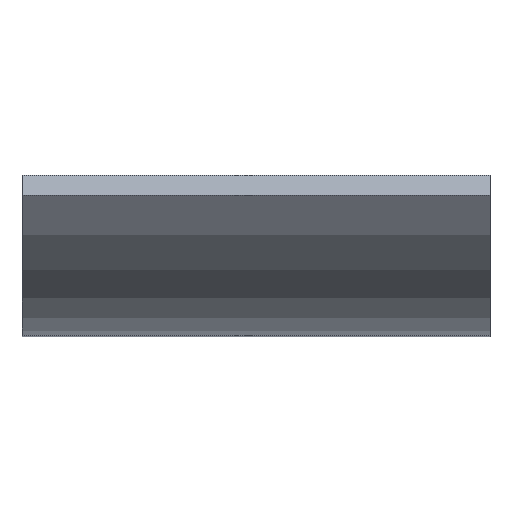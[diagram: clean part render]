
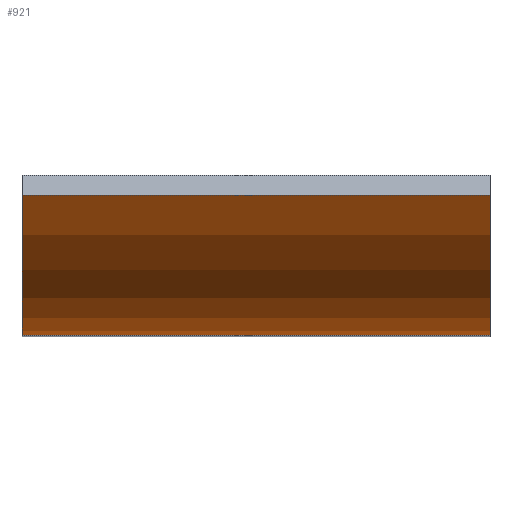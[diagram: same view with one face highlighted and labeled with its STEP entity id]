
A CAD part, top view. The second image highlights one B-rep face of the part: STEP entity #921.
In plain terms, the highlighted cylindrical face has radius 3.988 mm (diameter 7.976 mm), a partial arc.
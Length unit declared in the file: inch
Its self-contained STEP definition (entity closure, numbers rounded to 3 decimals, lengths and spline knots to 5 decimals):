
#119 = DIRECTION ( 'NONE',  ( 1., 0., 0. ) ) ;
#136 = DIRECTION ( 'NONE',  ( 0., 0., 1. ) ) ;
#188 = VECTOR ( 'NONE', #119, 39.37008 ) ;
#225 = DIRECTION ( 'NONE',  ( 1., 0., 0. ) ) ;
#249 = CARTESIAN_POINT ( 'NONE',  ( 0.125, 0.125, 0.21634 ) ) ;
#281 = ORIENTED_EDGE ( 'NONE', *, *, #1568, .T. ) ;
#377 = DIRECTION ( 'NONE',  ( 0., 0., 1. ) ) ;
#417 = CARTESIAN_POINT ( 'NONE',  ( -0.125, 0.04263, 0.35 ) ) ;
#452 = AXIS2_PLACEMENT_3D ( 'NONE', #249, #1226, #377 ) ;
#481 = CARTESIAN_POINT ( 'NONE',  ( 0.125, -0.032, 0.21634 ) ) ;
#483 = AXIS2_PLACEMENT_3D ( 'NONE', #489, #225, #776 ) ;
#489 = CARTESIAN_POINT ( 'NONE',  ( -0.125, 0.125, 0.21634 ) ) ;
#521 = EDGE_CURVE ( 'NONE', #811, #747, #1432, .T. ) ;
#563 = LINE ( 'NONE', #1675, #188 ) ;
#747 = VERTEX_POINT ( 'NONE', #965 ) ;
#756 = LINE ( 'NONE', #417, #1449 ) ;
#776 = DIRECTION ( 'NONE',  ( 0., 0., -1. ) ) ;
#811 = VERTEX_POINT ( 'NONE', #894 ) ;
#894 = CARTESIAN_POINT ( 'NONE',  ( -0.125, 0.04263, 0.35 ) ) ;
#895 = VERTEX_POINT ( 'NONE', #1622 ) ;
#913 = FACE_OUTER_BOUND ( 'NONE', #1566, .T. ) ;
#921 = ADVANCED_FACE ( 'NONE', ( #913 ), #1162, .T. ) ;
#965 = CARTESIAN_POINT ( 'NONE',  ( -0.125, -0.032, 0.21634 ) ) ;
#975 = DIRECTION ( 'NONE',  ( 1., 0., 0. ) ) ;
#1030 = CIRCLE ( 'NONE', #452, 0.157 ) ;
#1037 = ORIENTED_EDGE ( 'NONE', *, *, #1500, .F. ) ;
#1162 = CYLINDRICAL_SURFACE ( 'NONE', #483, 0.157 ) ;
#1226 = DIRECTION ( 'NONE',  ( 1., 0., 0. ) ) ;
#1259 = EDGE_CURVE ( 'NONE', #811, #895, #756, .T. ) ;
#1262 = DIRECTION ( 'NONE',  ( 1., 0., 0. ) ) ;
#1332 = ORIENTED_EDGE ( 'NONE', *, *, #1259, .F. ) ;
#1401 = AXIS2_PLACEMENT_3D ( 'NONE', #1857, #975, #136 ) ;
#1406 = VERTEX_POINT ( 'NONE', #481 ) ;
#1432 = CIRCLE ( 'NONE', #1401, 0.157 ) ;
#1449 = VECTOR ( 'NONE', #1262, 39.37008 ) ;
#1500 = EDGE_CURVE ( 'NONE', #895, #1406, #1030, .T. ) ;
#1558 = ORIENTED_EDGE ( 'NONE', *, *, #521, .T. ) ;
#1566 = EDGE_LOOP ( 'NONE', ( #1037, #1332, #1558, #281 ) ) ;
#1568 = EDGE_CURVE ( 'NONE', #747, #1406, #563, .T. ) ;
#1622 = CARTESIAN_POINT ( 'NONE',  ( 0.125, 0.04263, 0.35 ) ) ;
#1675 = CARTESIAN_POINT ( 'NONE',  ( -0.125, -0.032, 0.21634 ) ) ;
#1857 = CARTESIAN_POINT ( 'NONE',  ( -0.125, 0.125, 0.21634 ) ) ;
